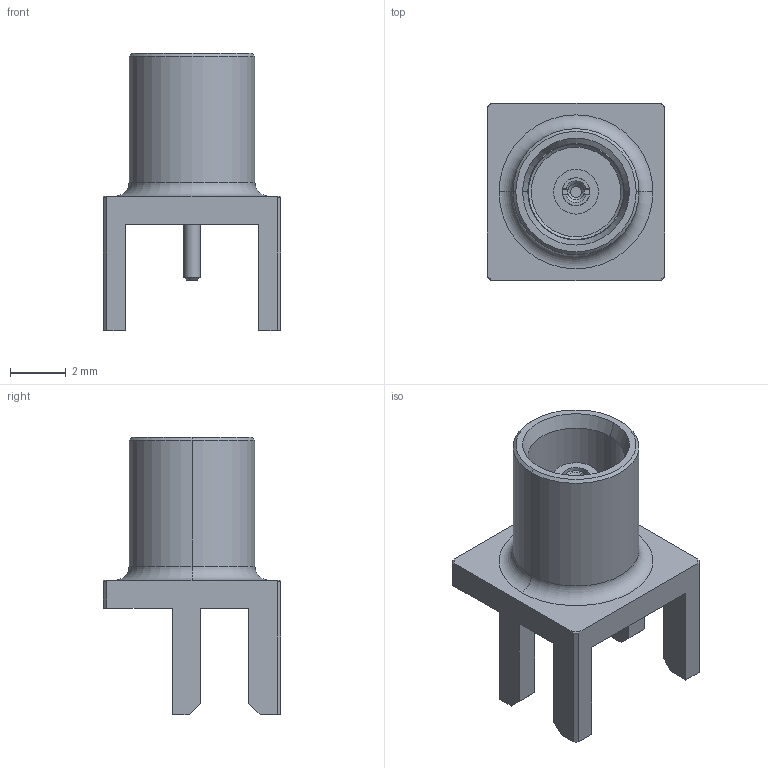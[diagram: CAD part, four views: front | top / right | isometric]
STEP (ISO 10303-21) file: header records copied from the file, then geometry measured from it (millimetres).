
FILE_DESCRIPTION (( 'STEP AP214' ), '1' );
FILE_NAME ('45-410-1-D3-1.6.STEP', '2025-09-18T07:46:35', ( '' ), ( '' ), 'SwSTEP 2.0', 'SolidWorks 2025', '' );
FILE_SCHEMA (( 'AUTOMOTIVE_DESIGN' ));
Length unit declared in the file: millimetre
Products named in the file (1): 45-410-1-D3-1.6
Bounding box: 6.35 x 6.35 x 9.9 mm (x, y, z)
Surface area: 281.7 mm2 (no closed solid volume)
Topology: 0 solids, 5 shells, 65 faces, 172 edges, 116 vertices
Faces by surface type: plane 35, cylinder 14, cone 14, torus 2
Entity records: 2034 total; most frequent: CARTESIAN_POINT 390, DIRECTION 348, ORIENTED_EDGE 318, EDGE_CURVE 172, AXIS2_PLACEMENT_3D 122, VERTEX_POINT 116, VECTOR 104, LINE 104
